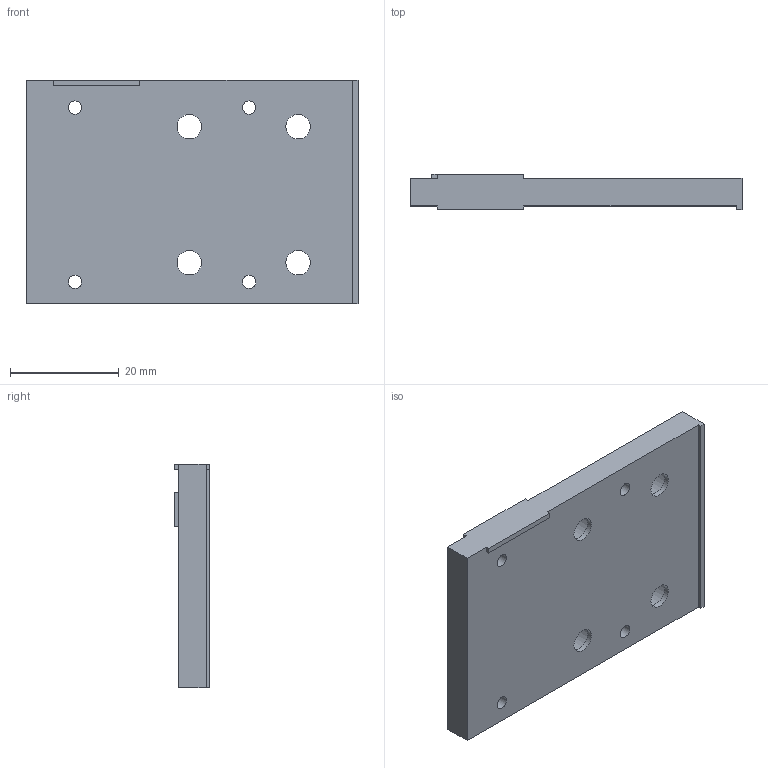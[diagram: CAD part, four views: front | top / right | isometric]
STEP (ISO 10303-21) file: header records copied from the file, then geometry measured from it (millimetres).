
FILE_DESCRIPTION(/* description */ ('NP2 GONIO MOUNT PLATE'),/* implementation_level */ '2;1');
FILE_NAME(/* name */ 'J010017 NP2 GONIO MOUNT PLATE Rev -.stp',/* time_stamp */ '2021-09-14T10:29:46-04:00',/* author */ ('arnoldj'),/* organization */ (''),/* preprocessor_version */ 'ST-DEVELOPER v18',/* originating_system */ 'Autodesk Inventor 2020',/* authorisation */ '');
FILE_SCHEMA (('AUTOMOTIVE_DESIGN { 1 0 10303 214 3 1 1 }'));
Length unit declared in the file: inch
Products named in the file (1): J010017
Bounding box: 61 x 6.48 x 41 mm (x, y, z)
Volume: 11769.3 mm3; surface area: 6611.4 mm2
Topology: 1 solids, 1 shells, 37 faces, 114 edges, 96 vertices
Faces by surface type: plane 25, cylinder 12
Full cylindrical faces by diameter (mm): 2.459 x4, 4.496 x4, 8.001 x4
Entity records: 1348 total; most frequent: CARTESIAN_POINT 236, DIRECTION 214, ORIENTED_EDGE 204, EDGE_CURVE 102, AXIS2_PLACEMENT_3D 74, VERTEX_POINT 72, LINE 66, VECTOR 66
